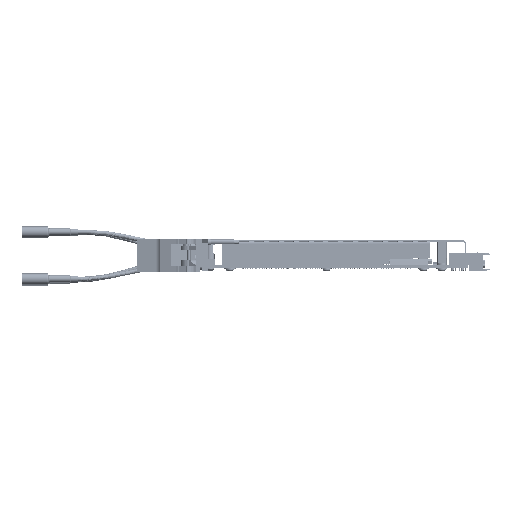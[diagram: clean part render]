
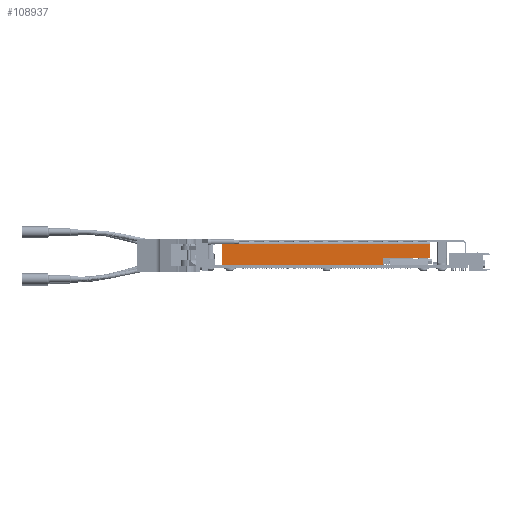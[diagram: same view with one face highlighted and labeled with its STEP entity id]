
A CAD part, front view. The second image highlights one B-rep face of the part: STEP entity #108937.
In plain terms, the highlighted planar face has unit normal (0, -1, 0).
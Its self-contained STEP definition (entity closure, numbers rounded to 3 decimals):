
#30223 = EDGE_CURVE ( 'NONE', #48067, #48126, #199337, .T. ) ;
#30228 = EDGE_CURVE ( 'NONE', #48153, #48114, #199344, .T. ) ;
#30233 = EDGE_CURVE ( 'NONE', #48067, #48114, #199353, .T. ) ;
#30247 = EDGE_CURVE ( 'NONE', #48141, #48153, #199378, .T. ) ;
#30261 = EDGE_CURVE ( 'NONE', #48138, #48141, #199403, .T. ) ;
#30272 = EDGE_CURVE ( 'NONE', #48138, #48126, #199431, .T. ) ;
#48067 = VERTEX_POINT ( 'NONE', #58822 ) ;
#48114 = VERTEX_POINT ( 'NONE', #58870 ) ;
#48126 = VERTEX_POINT ( 'NONE', #58881 ) ;
#48138 = VERTEX_POINT ( 'NONE', #58891 ) ;
#48141 = VERTEX_POINT ( 'NONE', #58894 ) ;
#48153 = VERTEX_POINT ( 'NONE', #61494 ) ;
#58822 = CARTESIAN_POINT ( 'NONE',  ( 2.45, 65.866, 162.979 ) ) ;
#58870 = CARTESIAN_POINT ( 'NONE',  ( 2.45, 65.866, 149.979 ) ) ;
#58881 = CARTESIAN_POINT ( 'NONE',  ( 128.65, 65.866, 162.979 ) ) ;
#58891 = CARTESIAN_POINT ( 'NONE',  ( 128.65, 65.866, 154.479 ) ) ;
#58894 = CARTESIAN_POINT ( 'NONE',  ( 100.45, 65.866, 154.479 ) ) ;
#61494 = CARTESIAN_POINT ( 'NONE',  ( 100.45, 65.866, 149.979 ) ) ;
#108937 = ADVANCED_FACE ( 'NONE', ( #161572 ), #165328, .F. ) ;
#133710 = AXIS2_PLACEMENT_3D ( 'NONE', #165403, #165406, #165408 ) ;
#161572 = FACE_OUTER_BOUND ( 'NONE', #172204, .T. ) ;
#165328 = PLANE ( 'NONE',  #133710 ) ;
#165403 = CARTESIAN_POINT ( 'NONE',  ( 2.45, 65.866, 163.979 ) ) ;
#165406 = DIRECTION ( 'NONE',  ( 0., 1., 0. ) ) ;
#165408 = DIRECTION ( 'NONE',  ( 0., 0., -1. ) ) ;
#165924 = ORIENTED_EDGE ( 'NONE', *, *, #30233, .T. ) ;
#165926 = ORIENTED_EDGE ( 'NONE', *, *, #30228, .F. ) ;
#165929 = ORIENTED_EDGE ( 'NONE', *, *, #30247, .F. ) ;
#165932 = ORIENTED_EDGE ( 'NONE', *, *, #30261, .F. ) ;
#165934 = ORIENTED_EDGE ( 'NONE', *, *, #30272, .T. ) ;
#165938 = ORIENTED_EDGE ( 'NONE', *, *, #30223, .F. ) ;
#172204 = EDGE_LOOP ( 'NONE', ( #165924, #165926, #165929, #165932, #165934, #165938 ) ) ;
#192302 = CARTESIAN_POINT ( 'NONE',  ( 128.65, 65.866, 162.979 ) ) ;
#192304 = CARTESIAN_POINT ( 'NONE',  ( 2.45, 65.866, 149.979 ) ) ;
#192317 = DIRECTION ( 'NONE',  ( 1., 0., 0. ) ) ;
#192320 = CARTESIAN_POINT ( 'NONE',  ( 2.45, 65.866, 163.979 ) ) ;
#192328 = DIRECTION ( 'NONE',  ( -1., 0., 0. ) ) ;
#192341 = DIRECTION ( 'NONE',  ( 0., 0., -1. ) ) ;
#192356 = CARTESIAN_POINT ( 'NONE',  ( 100.45, 65.866, 149.979 ) ) ;
#192379 = DIRECTION ( 'NONE',  ( 0., 0., -1. ) ) ;
#192406 = CARTESIAN_POINT ( 'NONE',  ( 100.45, 65.866, 154.479 ) ) ;
#192418 = DIRECTION ( 'NONE',  ( -1., 0., 0. ) ) ;
#192442 = CARTESIAN_POINT ( 'NONE',  ( 128.65, 65.866, 163.979 ) ) ;
#192444 = DIRECTION ( 'NONE',  ( 0., 0., 1. ) ) ;
#199337 = LINE ( 'NONE', #192302, #199347 ) ;
#199344 = LINE ( 'NONE', #192304, #199357 ) ;
#199347 = VECTOR ( 'NONE', #192317, 1000. ) ;
#199353 = LINE ( 'NONE', #192320, #199366 ) ;
#199357 = VECTOR ( 'NONE', #192328, 1000. ) ;
#199366 = VECTOR ( 'NONE', #192341, 1000. ) ;
#199378 = LINE ( 'NONE', #192356, #199389 ) ;
#199389 = VECTOR ( 'NONE', #192379, 1000. ) ;
#199403 = LINE ( 'NONE', #192406, #199415 ) ;
#199415 = VECTOR ( 'NONE', #192418, 1000. ) ;
#199431 = LINE ( 'NONE', #192442, #199437 ) ;
#199437 = VECTOR ( 'NONE', #192444, 1000. ) ;
